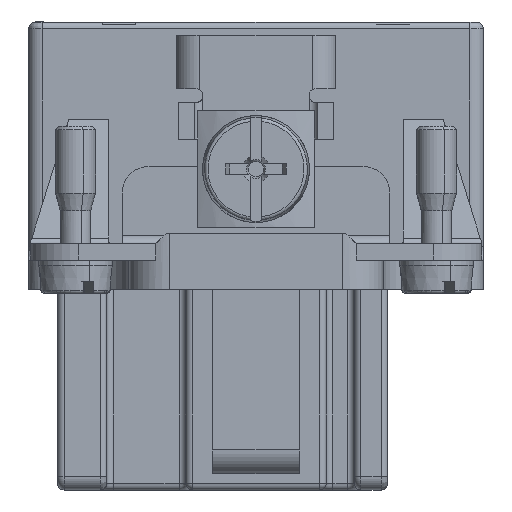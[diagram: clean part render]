
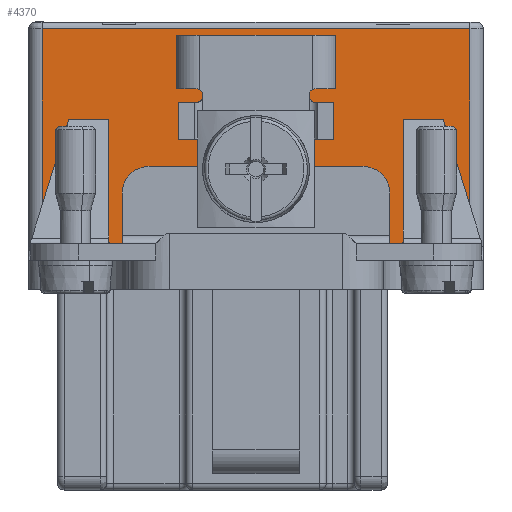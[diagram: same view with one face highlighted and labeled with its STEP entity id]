
A CAD part, left-side view. The second image highlights one B-rep face of the part: STEP entity #4370.
In plain terms, the highlighted planar face has unit normal (-1, 0, 0).
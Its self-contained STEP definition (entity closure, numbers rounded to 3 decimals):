
#2035=FACE_BOUND('',#7714,.T.);
#2036=FACE_BOUND('',#7715,.T.);
#2037=FACE_BOUND('',#7716,.T.);
#2038=FACE_BOUND('',#7717,.T.);
#2039=FACE_BOUND('',#7718,.T.);
#2040=FACE_BOUND('',#7719,.T.);
#3051=CIRCLE('',#27266,4.);
#4370=ADVANCED_FACE('',(#2035,#2036,#2037,#2038,#2039,#2040),#5187,.T.);
#5187=PLANE('',#27267);
#7714=EDGE_LOOP('',(#14582));
#7715=EDGE_LOOP('',(#14583,#14584,#14585,#14586));
#7716=EDGE_LOOP('',(#14587,#14588,#14589,#14590));
#7717=EDGE_LOOP('',(#14591,#14592,#14593,#14594));
#7718=EDGE_LOOP('',(#14595,#14596,#14597,#14598));
#7719=EDGE_LOOP('',(#14599,#14600,#14601,#14602));
#14582=ORIENTED_EDGE('',*,*,#20495,.T.);
#14583=ORIENTED_EDGE('',*,*,#20494,.F.);
#14584=ORIENTED_EDGE('',*,*,#20492,.F.);
#14585=ORIENTED_EDGE('',*,*,#20490,.F.);
#14586=ORIENTED_EDGE('',*,*,#20488,.F.);
#14587=ORIENTED_EDGE('',*,*,#20486,.T.);
#14588=ORIENTED_EDGE('',*,*,#20485,.T.);
#14589=ORIENTED_EDGE('',*,*,#20484,.T.);
#14590=ORIENTED_EDGE('',*,*,#20450,.T.);
#14591=ORIENTED_EDGE('',*,*,#20348,.T.);
#14592=ORIENTED_EDGE('',*,*,#20346,.T.);
#14593=ORIENTED_EDGE('',*,*,#20344,.T.);
#14594=ORIENTED_EDGE('',*,*,#20341,.T.);
#14595=ORIENTED_EDGE('',*,*,#20337,.T.);
#14596=ORIENTED_EDGE('',*,*,#20404,.T.);
#14597=ORIENTED_EDGE('',*,*,#20333,.T.);
#14598=ORIENTED_EDGE('',*,*,#20359,.F.);
#14599=ORIENTED_EDGE('',*,*,#20330,.F.);
#14600=ORIENTED_EDGE('',*,*,#20410,.T.);
#14601=ORIENTED_EDGE('',*,*,#20326,.F.);
#14602=ORIENTED_EDGE('',*,*,#20355,.F.);
#16839=VERTEX_POINT('',#43524);
#16845=VERTEX_POINT('',#43564);
#16898=VERTEX_POINT('',#43849);
#16900=VERTEX_POINT('',#43870);
#16920=VERTEX_POINT('',#43953);
#16921=VERTEX_POINT('',#43955);
#16923=VERTEX_POINT('',#43961);
#16925=VERTEX_POINT('',#43964);
#16927=VERTEX_POINT('',#43970);
#16928=VERTEX_POINT('',#43971);
#16931=VERTEX_POINT('',#43979);
#16932=VERTEX_POINT('',#43980);
#16935=VERTEX_POINT('',#43988);
#16936=VERTEX_POINT('',#43989);
#16937=VERTEX_POINT('',#43994);
#16938=VERTEX_POINT('',#43998);
#17012=VERTEX_POINT('',#44452);
#17013=VERTEX_POINT('',#44454);
#17014=VERTEX_POINT('',#44458);
#17015=VERTEX_POINT('',#44462);
#17016=VERTEX_POINT('',#44468);
#20326=EDGE_CURVE('',#16920,#16921,#22843,.T.);
#20330=EDGE_CURVE('',#16923,#16925,#22845,.T.);
#20333=EDGE_CURVE('',#16927,#16928,#22847,.T.);
#20337=EDGE_CURVE('',#16931,#16932,#22849,.T.);
#20341=EDGE_CURVE('',#16935,#16936,#22851,.T.);
#20344=EDGE_CURVE('',#16937,#16935,#22854,.T.);
#20346=EDGE_CURVE('',#16938,#16937,#22856,.T.);
#20348=EDGE_CURVE('',#16936,#16938,#22858,.T.);
#20355=EDGE_CURVE('',#16925,#16920,#22861,.T.);
#20359=EDGE_CURVE('',#16931,#16928,#22863,.T.);
#20404=EDGE_CURVE('',#16932,#16927,#22888,.T.);
#20410=EDGE_CURVE('',#16923,#16921,#22892,.T.);
#20450=EDGE_CURVE('',#16898,#16900,#22916,.T.);
#20484=EDGE_CURVE('',#16839,#16898,#22944,.T.);
#20485=EDGE_CURVE('',#16845,#16839,#22945,.T.);
#20486=EDGE_CURVE('',#16900,#16845,#22946,.T.);
#20488=EDGE_CURVE('',#17012,#17013,#22948,.T.);
#20490=EDGE_CURVE('',#17013,#17014,#22950,.T.);
#20492=EDGE_CURVE('',#17014,#17015,#22952,.T.);
#20494=EDGE_CURVE('',#17015,#17012,#22954,.T.);
#20495=EDGE_CURVE('',#17016,#17016,#3051,.T.);
#22843=LINE('',#43954,#25308);
#22845=LINE('',#43963,#25310);
#22847=LINE('',#43969,#25312);
#22849=LINE('',#43978,#25314);
#22851=LINE('',#43987,#25316);
#22854=LINE('',#43993,#25319);
#22856=LINE('',#43997,#25321);
#22858=LINE('',#44001,#25323);
#22861=LINE('',#44039,#25326);
#22863=LINE('',#44052,#25328);
#22888=LINE('',#44213,#25353);
#22892=LINE('',#44223,#25357);
#22916=LINE('',#44343,#25381);
#22944=LINE('',#44445,#25413);
#22945=LINE('',#44447,#25414);
#22946=LINE('',#44449,#25415);
#22948=LINE('',#44453,#25417);
#22950=LINE('',#44457,#25419);
#22952=LINE('',#44461,#25421);
#22954=LINE('',#44465,#25423);
#25308=VECTOR('',#33079,1.);
#25310=VECTOR('',#33087,1.);
#25312=VECTOR('',#33093,1.);
#25314=VECTOR('',#33101,1.);
#25316=VECTOR('',#33109,1.);
#25319=VECTOR('',#33114,1.);
#25321=VECTOR('',#33118,1.);
#25323=VECTOR('',#33122,1.);
#25326=VECTOR('',#33135,1.);
#25328=VECTOR('',#33141,1.);
#25353=VECTOR('',#33218,1.);
#25357=VECTOR('',#33230,1.);
#25381=VECTOR('',#33300,1.);
#25413=VECTOR('',#33362,1.);
#25414=VECTOR('',#33365,1.);
#25415=VECTOR('',#33368,1.);
#25417=VECTOR('',#33372,1.);
#25419=VECTOR('',#33376,1.);
#25421=VECTOR('',#33380,1.);
#25423=VECTOR('',#33384,1.);
#27266=AXIS2_PLACEMENT_3D('',#44467,#33387,#33388);
#27267=AXIS2_PLACEMENT_3D('',#44469,#33389,#33390);
#33079=DIRECTION('',(0.,-1.,0.));
#33087=DIRECTION('',(0.,1.,0.));
#33093=DIRECTION('',(0.,-1.,0.));
#33101=DIRECTION('',(0.,1.,0.));
#33109=DIRECTION('',(0.,-1.,0.));
#33114=DIRECTION('',(0.,0.,1.));
#33118=DIRECTION('',(0.,1.,0.));
#33122=DIRECTION('',(0.,-0.279,-0.96));
#33135=DIRECTION('',(0.,0.,-1.));
#33141=DIRECTION('',(0.,0.,1.));
#33218=DIRECTION('',(0.,0.,1.));
#33230=DIRECTION('',(0.,0.,-1.));
#33300=DIRECTION('',(0.,-1.,0.));
#33362=DIRECTION('',(0.,0.,-1.));
#33365=DIRECTION('',(0.,1.,0.));
#33368=DIRECTION('',(0.,0.,1.));
#33372=DIRECTION('',(0.,-1.,0.));
#33376=DIRECTION('',(0.,0.,1.));
#33380=DIRECTION('',(0.,1.,0.));
#33384=DIRECTION('',(0.,0.279,-0.96));
#33387=DIRECTION('',(1.,0.,0.));
#33388=DIRECTION('',(0.,-1.,0.));
#33389=DIRECTION('',(-1.,0.,0.));
#33390=DIRECTION('',(0.,1.,0.));
#43524=CARTESIAN_POINT('',(-47.915,-2.466,16.7));
#43564=CARTESIAN_POINT('',(-47.915,-34.466,16.7));
#43849=CARTESIAN_POINT('',(-47.915,-2.466,0.4));
#43870=CARTESIAN_POINT('',(-47.915,-34.466,0.4));
#43953=CARTESIAN_POINT('',(-47.915,-12.511,12.2));
#43954=CARTESIAN_POINT('',(-47.915,-2.466,12.2));
#43955=CARTESIAN_POINT('',(-47.915,-13.818,12.2));
#43961=CARTESIAN_POINT('',(-47.915,-13.818,16.2));
#43963=CARTESIAN_POINT('',(-47.915,-2.466,16.2));
#43964=CARTESIAN_POINT('',(-47.915,-12.511,16.2));
#43969=CARTESIAN_POINT('',(-47.915,-2.466,16.2));
#43970=CARTESIAN_POINT('',(-47.915,-23.113,16.2));
#43971=CARTESIAN_POINT('',(-47.915,-24.421,16.2));
#43978=CARTESIAN_POINT('',(-47.915,-2.466,12.2));
#43979=CARTESIAN_POINT('',(-47.915,-24.421,12.2));
#43980=CARTESIAN_POINT('',(-47.915,-23.113,12.2));
#43987=CARTESIAN_POINT('',(-47.915,-2.466,9.897));
#43988=CARTESIAN_POINT('',(-47.915,-29.466,9.897));
#43989=CARTESIAN_POINT('',(-47.915,-32.466,9.897));
#43993=CARTESIAN_POINT('',(-47.915,-29.466,-0.6));
#43994=CARTESIAN_POINT('',(-47.915,-29.466,5.294));
#43997=CARTESIAN_POINT('',(-47.915,-2.466,5.294));
#43998=CARTESIAN_POINT('',(-47.915,-33.805,5.294));
#44001=CARTESIAN_POINT('',(-47.915,-32.94,8.267));
#44039=CARTESIAN_POINT('',(-47.915,-12.511,12.17));
#44052=CARTESIAN_POINT('',(-47.915,-24.421,16.33));
#44213=CARTESIAN_POINT('',(-47.915,-23.113,18.16));
#44223=CARTESIAN_POINT('',(-47.915,-13.818,12.17));
#44343=CARTESIAN_POINT('',(-47.915,-2.466,0.4));
#44445=CARTESIAN_POINT('',(-47.915,-2.466,16.7));
#44447=CARTESIAN_POINT('',(-47.915,-12.416,16.7));
#44449=CARTESIAN_POINT('',(-47.915,-34.466,0.4));
#44452=CARTESIAN_POINT('',(-47.915,-3.126,5.294));
#44453=CARTESIAN_POINT('',(-47.915,-2.466,5.294));
#44454=CARTESIAN_POINT('',(-47.915,-7.466,5.294));
#44457=CARTESIAN_POINT('',(-47.915,-7.466,-0.6));
#44458=CARTESIAN_POINT('',(-47.915,-7.466,9.897));
#44461=CARTESIAN_POINT('',(-47.915,-2.466,9.897));
#44462=CARTESIAN_POINT('',(-47.915,-4.466,9.897));
#44465=CARTESIAN_POINT('',(-47.915,-1.494,-0.317));
#44467=CARTESIAN_POINT('',(-47.915,-18.466,6.2));
#44468=CARTESIAN_POINT('',(-47.915,-22.466,6.2));
#44469=CARTESIAN_POINT('',(-47.915,-2.466,-0.6));
